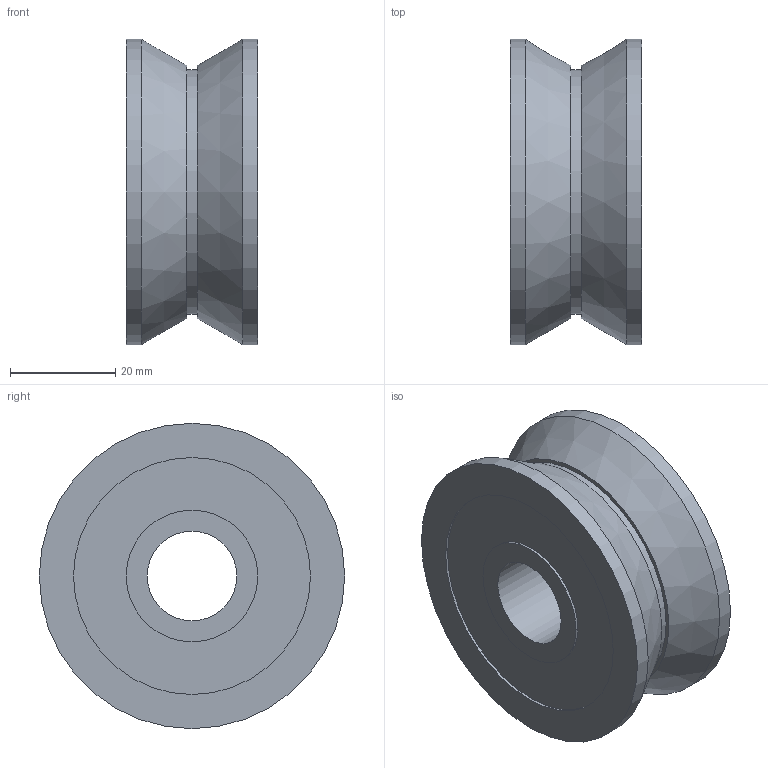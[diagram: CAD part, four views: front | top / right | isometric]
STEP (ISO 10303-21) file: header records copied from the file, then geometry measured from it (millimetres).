
FILE_DESCRIPTION(/* description */ ('ROTELLA DI=17 DE=58 SP=25 DT=20'),/* implementation_level */ '2;1');
FILE_NAME(/* name */ '80RT00016R-A.stp',/* time_stamp */ '2022-07-20T09:23:37+02:00',/* author */ ('tecnico7'),/* organization */ (''),/* preprocessor_version */ 'ST-DEVELOPER v18.1',/* originating_system */ 'Autodesk Inventor 2022',/* authorisation */ '');
FILE_SCHEMA (('AUTOMOTIVE_DESIGN { 1 0 10303 214 3 1 1 }'));
Length unit declared in the file: millimetre
Products named in the file (1): 80RT00016R-A
Bounding box: 25 x 58 x 58 mm (x, y, z)
Volume: 50052.3 mm3; surface area: 11269.2 mm2
Topology: 1 solids, 1 shells, 18 faces, 28 edges, 18 vertices
Faces by surface type: plane 8, cylinder 8, cone 2
Full cylindrical faces by diameter (mm): 17 x1, 25 x2, 45 x2, 46.5 x1, 58 x2
Entity records: 472 total; most frequent: DIRECTION 84, CARTESIAN_POINT 65, ORIENTED_EDGE 56, AXIS2_PLACEMENT_3D 37, EDGE_CURVE 28, EDGE_LOOP 26, FACE_OUTER_BOUND 18, CIRCLE 18
